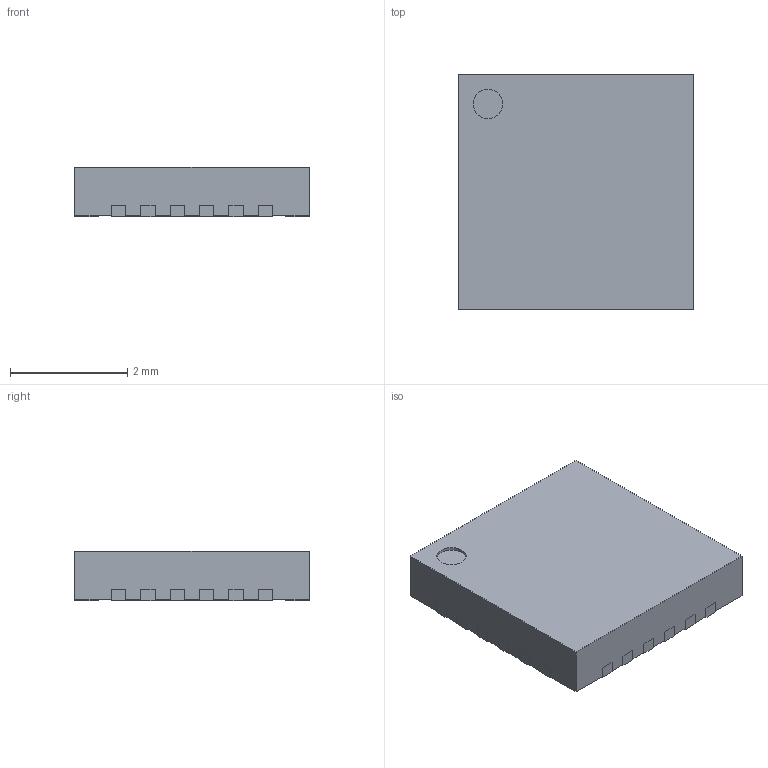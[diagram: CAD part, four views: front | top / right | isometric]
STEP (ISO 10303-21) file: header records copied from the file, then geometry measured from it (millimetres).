
FILE_DESCRIPTION((''),'2;1');
FILE_NAME('QFN50P400X400X85-25N-S275.stp','2012-10-09T17:33:05',(''),(''),'Mechanical Desktop 2011','Mechanical Desktop 2011',', , ');
FILE_SCHEMA(('AUTOMOTIVE_DESIGN { 1 2 10303 214 1 1 1 1 }'));
Length unit declared in the file: millimetre
Products named in the file (1): Product
Bounding box: 4 x 4 x 0.85 mm (x, y, z)
Volume: 13.5 mm3; surface area: 73.7 mm2
Topology: 26 solids, 26 shells, 255 faces, 606 edges, 404 vertices
Faces by surface type: plane 205, cylinder 50
Entity records: 7327 total; most frequent: CARTESIAN_POINT 1266, DIRECTION 1218, ORIENTED_EDGE 1212, EDGE_CURVE 606, VECTOR 506, LINE 506, VERTEX_POINT 404, AXIS2_PLACEMENT_3D 356
